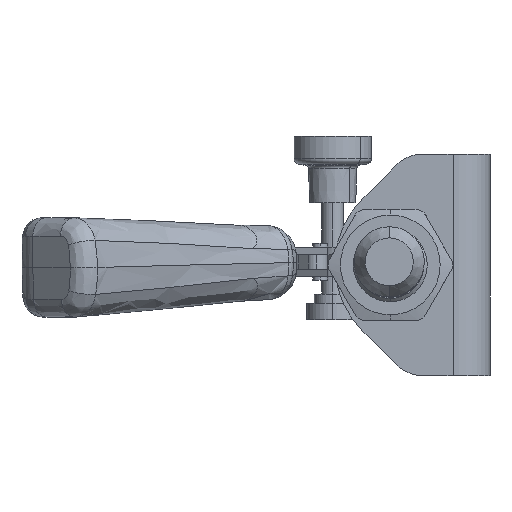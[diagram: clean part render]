
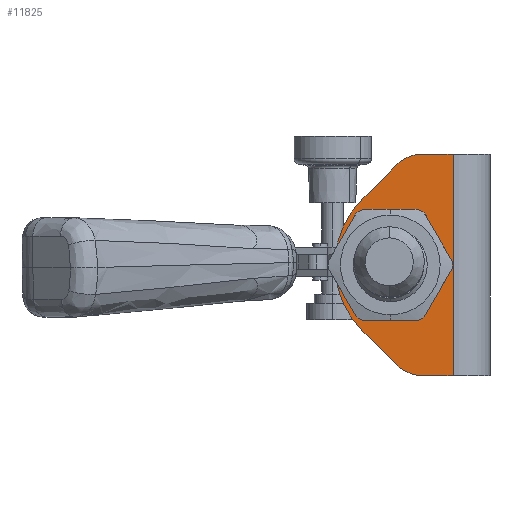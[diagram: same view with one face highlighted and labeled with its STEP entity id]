
A CAD part, left-side view. The second image highlights one B-rep face of the part: STEP entity #11825.
In plain terms, the highlighted face is planar.
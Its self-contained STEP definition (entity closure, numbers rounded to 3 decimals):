
#202 = CARTESIAN_POINT ( 'NONE',  ( -56.599, 0.015, 0. ) ) ;
#923 = CARTESIAN_POINT ( 'NONE',  ( 0.471, 6.092, 0. ) ) ;
#1050 = AXIS2_PLACEMENT_3D ( 'NONE', #15294, #8955, #6271 ) ;
#1190 = DIRECTION ( 'NONE',  ( -0.707, -0.707, 0. ) ) ;
#1297 = CARTESIAN_POINT ( 'NONE',  ( -56.214, 1.945, 0. ) ) ;
#1526 = CARTESIAN_POINT ( 'NONE',  ( -55.84, 2.849, 0. ) ) ;
#1801 = CARTESIAN_POINT ( 'NONE',  ( -8.922, 15.486, 0. ) ) ;
#1923 = CARTESIAN_POINT ( 'NONE',  ( 0., -9.192, 0. ) ) ;
#1932 = EDGE_CURVE ( 'NONE', #14500, #12247, #14341, .T. ) ;
#2016 = CARTESIAN_POINT ( 'NONE',  ( -38.434, 19.947, 0. ) ) ;
#2018 = CARTESIAN_POINT ( 'NONE',  ( 3.4, -0.979, 0. ) ) ;
#2301 = CARTESIAN_POINT ( 'NONE',  ( 3.4, 0.014, 0. ) ) ;
#2490 = VECTOR ( 'NONE', #10920, 1000. ) ;
#2540 = VERTEX_POINT ( 'NONE', #16267 ) ;
#2561 = AXIS2_PLACEMENT_3D ( 'NONE', #9446, #9120, #6875 ) ;
#2650 = CARTESIAN_POINT ( 'NONE',  ( -56.406, 0.984, 0. ) ) ;
#2750 = VERTEX_POINT ( 'NONE', #2817 ) ;
#2817 = CARTESIAN_POINT ( 'NONE',  ( -16.6, 7.808, 0. ) ) ;
#2818 = CARTESIAN_POINT ( 'NONE',  ( -26.6, 7.808, 0. ) ) ;
#2861 = ORIENTED_EDGE ( 'NONE', *, *, #6532, .F. ) ;
#2960 = ORIENTED_EDGE ( 'NONE', *, *, #4438, .F. ) ;
#3046 = EDGE_CURVE ( 'NONE', #12442, #2750, #11190, .T. ) ;
#3189 = CARTESIAN_POINT ( 'NONE',  ( -36.157, 20.89, 0. ) ) ;
#3344 = DIRECTION ( 'NONE',  ( -0.707, 0.707, 0. ) ) ;
#3354 = CARTESIAN_POINT ( 'NONE',  ( -29.047, 22.808, 0. ) ) ;
#3432 = VERTEX_POINT ( 'NONE', #16317 ) ;
#3460 = CARTESIAN_POINT ( 'NONE',  ( -44.277, 15.486, 0. ) ) ;
#3473 = CARTESIAN_POINT ( 'NONE',  ( 3.207, 0.983, 0. ) ) ;
#4438 = EDGE_CURVE ( 'NONE', #2750, #12442, #9337, .T. ) ;
#4762 = FACE_BOUND ( 'NONE', #13925, .T. ) ;
#4767 = EDGE_LOOP ( 'NONE', ( #9668, #11410, #14269, #13486, #16254, #2861, #14461, #16616 ) ) ;
#4798 = CARTESIAN_POINT ( 'NONE',  ( -36.6, 7.808, 0. ) ) ;
#5268 = DIRECTION ( 'NONE',  ( 0., 0., -1. ) ) ;
#5865 = LINE ( 'NONE', #1923, #8930 ) ;
#6051 = CARTESIAN_POINT ( 'NONE',  ( 2.641, 2.848, 0. ) ) ;
#6209 = CARTESIAN_POINT ( 'NONE',  ( 1.722, 4.568, 0. ) ) ;
#6271 = DIRECTION ( 'NONE',  ( 1., 0., 0. ) ) ;
#6346 = EDGE_CURVE ( 'NONE', #13114, #3432, #7833, .T. ) ;
#6532 = EDGE_CURVE ( 'NONE', #10502, #7756, #10115, .T. ) ;
#6875 = DIRECTION ( 'NONE',  ( 1., 0., 0. ) ) ;
#6949 = CARTESIAN_POINT ( 'NONE',  ( -53.671, 6.092, 0. ) ) ;
#7052 = CARTESIAN_POINT ( 'NONE',  ( -33.88, 21.832, 0. ) ) ;
#7103 = CARTESIAN_POINT ( 'NONE',  ( -26.6, 22.808, 0. ) ) ;
#7198 = EDGE_CURVE ( 'NONE', #7756, #13114, #13443, .T. ) ;
#7505 = CARTESIAN_POINT ( 'NONE',  ( 3.016, 1.943, 0. ) ) ;
#7585 = VECTOR ( 'NONE', #3344, 1000. ) ;
#7742 = CARTESIAN_POINT ( 'NONE',  ( -54.921, 4.568, 0. ) ) ;
#7756 = VERTEX_POINT ( 'NONE', #3460 ) ;
#7833 = B_SPLINE_CURVE_WITH_KNOTS ( 'NONE', 2, ( #7918, #10409, #7742, #10358, #1526, #1297, #2650, #202, #10527 ), .UNSPECIFIED., .F., .F., ( 3, 2, 2, 2, 3 ), ( 0., 0.25, 0.5, 0.75, 1. ), .UNSPECIFIED. ) ;
#7918 = CARTESIAN_POINT ( 'NONE',  ( -53.671, 6.092, 0. ) ) ;
#8214 = B_SPLINE_CURVE_WITH_KNOTS ( 'NONE', 2, ( #13869, #2301, #3473, #7505, #6051, #16365, #6209, #16530, #8838 ), .UNSPECIFIED., .F., .F., ( 3, 2, 2, 2, 3 ), ( 0., 0.25, 0.5, 0.75, 1. ), .UNSPECIFIED. ) ;
#8263 = CARTESIAN_POINT ( 'NONE',  ( -31.478, 22.317, 0. ) ) ;
#8406 = FACE_OUTER_BOUND ( 'NONE', #4767, .T. ) ;
#8500 = CARTESIAN_POINT ( 'NONE',  ( -44.277, 15.486, 0. ) ) ;
#8752 = EDGE_CURVE ( 'NONE', #14500, #2540, #5865, .T. ) ;
#8838 = CARTESIAN_POINT ( 'NONE',  ( 0.471, 6.092, 0. ) ) ;
#8930 = VECTOR ( 'NONE', #13279, 1000. ) ;
#8955 = DIRECTION ( 'NONE',  ( 0., 0., 1. ) ) ;
#9120 = DIRECTION ( 'NONE',  ( 0., 0., -1. ) ) ;
#9224 = LINE ( 'NONE', #11399, #10037 ) ;
#9228 = LINE ( 'NONE', #11071, #7585 ) ;
#9337 = CIRCLE ( 'NONE', #2561, 10. ) ;
#9385 = CARTESIAN_POINT ( 'NONE',  ( -12.722, 18.59, 0. ) ) ;
#9446 = CARTESIAN_POINT ( 'NONE',  ( -26.6, 7.808, 0. ) ) ;
#9668 = ORIENTED_EDGE ( 'NONE', *, *, #1932, .F. ) ;
#10037 = VECTOR ( 'NONE', #15221, 1000. ) ;
#10115 = B_SPLINE_CURVE_WITH_KNOTS ( 'NONE', 2, ( #1801, #10631, #9385, #13184, #15961, #11079, #13529, #12165, #7103, #3354, #8263, #7052, #3189, #2016, #16077, #16014, #8500 ), .UNSPECIFIED., .F., .F., ( 3, 2, 2, 2, 2, 2, 2, 2, 3 ), ( 0., 0.125, 0.25, 0.375, 0.5, 0.625, 0.75, 0.875, 1. ), .UNSPECIFIED. ) ;
#10256 = PLANE ( 'NONE',  #1050 ) ;
#10358 = CARTESIAN_POINT ( 'NONE',  ( -55.465, 3.754, 0. ) ) ;
#10409 = CARTESIAN_POINT ( 'NONE',  ( -54.372, 5.39, 0. ) ) ;
#10502 = VERTEX_POINT ( 'NONE', #12369 ) ;
#10527 = CARTESIAN_POINT ( 'NONE',  ( -56.6, -0.979, 0. ) ) ;
#10631 = CARTESIAN_POINT ( 'NONE',  ( -10.655, 17.218, 0. ) ) ;
#10755 = CARTESIAN_POINT ( 'NONE',  ( 3.4, -9.192, 0. ) ) ;
#10920 = DIRECTION ( 'NONE',  ( 0., 1., 0. ) ) ;
#11018 = EDGE_CURVE ( 'NONE', #3432, #2540, #9224, .T. ) ;
#11033 = ORIENTED_EDGE ( 'NONE', *, *, #3046, .F. ) ;
#11071 = CARTESIAN_POINT ( 'NONE',  ( 3.282, 3.282, 0. ) ) ;
#11079 = CARTESIAN_POINT ( 'NONE',  ( -19.318, 21.832, 0. ) ) ;
#11130 = EDGE_CURVE ( 'NONE', #12247, #16044, #8214, .T. ) ;
#11190 = CIRCLE ( 'NONE', #14898, 10. ) ;
#11399 = CARTESIAN_POINT ( 'NONE',  ( -56.6, 0., 0. ) ) ;
#11410 = ORIENTED_EDGE ( 'NONE', *, *, #8752, .T. ) ;
#11617 = EDGE_CURVE ( 'NONE', #16044, #10502, #9228, .T. ) ;
#11825 = ADVANCED_FACE ( 'NONE', ( #8406, #4762 ), #10256, .F. ) ;
#12165 = CARTESIAN_POINT ( 'NONE',  ( -24.151, 22.808, 0. ) ) ;
#12247 = VERTEX_POINT ( 'NONE', #2018 ) ;
#12304 = CARTESIAN_POINT ( 'NONE',  ( 3.4, 0., 0. ) ) ;
#12369 = CARTESIAN_POINT ( 'NONE',  ( -8.922, 15.486, 0. ) ) ;
#12442 = VERTEX_POINT ( 'NONE', #4798 ) ;
#12635 = CARTESIAN_POINT ( 'NONE',  ( -29.881, 29.881, 0. ) ) ;
#13114 = VERTEX_POINT ( 'NONE', #6949 ) ;
#13184 = CARTESIAN_POINT ( 'NONE',  ( -14.764, 19.946, 0. ) ) ;
#13279 = DIRECTION ( 'NONE',  ( -1., 0., 0. ) ) ;
#13443 = LINE ( 'NONE', #12635, #15455 ) ;
#13486 = ORIENTED_EDGE ( 'NONE', *, *, #6346, .F. ) ;
#13529 = CARTESIAN_POINT ( 'NONE',  ( -21.722, 22.317, 0. ) ) ;
#13869 = CARTESIAN_POINT ( 'NONE',  ( 3.4, -0.979, 0. ) ) ;
#13925 = EDGE_LOOP ( 'NONE', ( #2960, #11033 ) ) ;
#14269 = ORIENTED_EDGE ( 'NONE', *, *, #11018, .F. ) ;
#14279 = DIRECTION ( 'NONE',  ( 1., 0., 0. ) ) ;
#14341 = LINE ( 'NONE', #12304, #2490 ) ;
#14461 = ORIENTED_EDGE ( 'NONE', *, *, #11617, .F. ) ;
#14500 = VERTEX_POINT ( 'NONE', #10755 ) ;
#14898 = AXIS2_PLACEMENT_3D ( 'NONE', #2818, #5268, #14279 ) ;
#15221 = DIRECTION ( 'NONE',  ( 0., -1., 0. ) ) ;
#15294 = CARTESIAN_POINT ( 'NONE',  ( 0., 0., 0. ) ) ;
#15455 = VECTOR ( 'NONE', #1190, 1000. ) ;
#15961 = CARTESIAN_POINT ( 'NONE',  ( -17.042, 20.889, 0. ) ) ;
#16014 = CARTESIAN_POINT ( 'NONE',  ( -42.544, 17.219, 0. ) ) ;
#16044 = VERTEX_POINT ( 'NONE', #923 ) ;
#16077 = CARTESIAN_POINT ( 'NONE',  ( -40.477, 18.59, 0. ) ) ;
#16254 = ORIENTED_EDGE ( 'NONE', *, *, #7198, .F. ) ;
#16267 = CARTESIAN_POINT ( 'NONE',  ( -56.6, -9.192, 0. ) ) ;
#16317 = CARTESIAN_POINT ( 'NONE',  ( -56.6, -0.979, 0. ) ) ;
#16365 = CARTESIAN_POINT ( 'NONE',  ( 2.267, 3.752, 0. ) ) ;
#16530 = CARTESIAN_POINT ( 'NONE',  ( 1.174, 5.389, 0. ) ) ;
#16616 = ORIENTED_EDGE ( 'NONE', *, *, #11130, .F. ) ;
